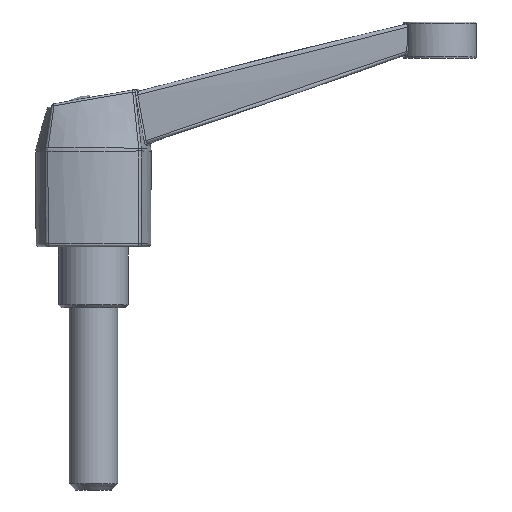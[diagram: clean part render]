
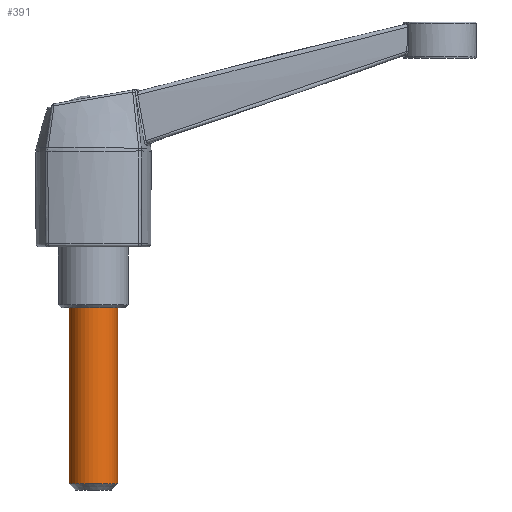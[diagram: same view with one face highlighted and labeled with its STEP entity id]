
A CAD part, front view. The second image highlights one B-rep face of the part: STEP entity #391.
In plain terms, the highlighted cylindrical face has radius 4 mm (diameter 8 mm), a full revolution.
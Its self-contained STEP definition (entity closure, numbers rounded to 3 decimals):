
#391 = ADVANCED_FACE( '', ( #815, #816 ), #817, .T. );
#815 = FACE_OUTER_BOUND( '', #8440, .T. );
#816 = FACE_OUTER_BOUND( '', #8441, .T. );
#817 = CYLINDRICAL_SURFACE( '', #8442, 4. );
#8440 = EDGE_LOOP( '', ( #10977 ) );
#8441 = EDGE_LOOP( '', ( #10978 ) );
#8442 = AXIS2_PLACEMENT_3D( '', #10979, #10980, #10981 );
#10977 = ORIENTED_EDGE( '', *, *, #11542, .T. );
#10978 = ORIENTED_EDGE( '', *, *, #11443, .T. );
#10979 = CARTESIAN_POINT( '', ( 0., 0., -40. ) );
#10980 = DIRECTION( '', ( 0., 0., -1. ) );
#10981 = DIRECTION( '', ( 1., 0., 0. ) );
#11443 = EDGE_CURVE( '', #12041, #12041, #12042, .T. );
#11542 = EDGE_CURVE( '', #12164, #12164, #12165, .F. );
#12041 = VERTEX_POINT( '', #15214 );
#12042 = CIRCLE( '', #15215, 4. );
#12164 = VERTEX_POINT( '', #16037 );
#12165 = CIRCLE( '', #16038, 4. );
#15214 = CARTESIAN_POINT( '', ( 4., 0., -10. ) );
#15215 = AXIS2_PLACEMENT_3D( '', #16827, #16828, #16829 );
#16037 = CARTESIAN_POINT( '', ( -4., 0., -39. ) );
#16038 = AXIS2_PLACEMENT_3D( '', #16889, #16890, #16891 );
#16827 = CARTESIAN_POINT( '', ( 0., 0., -10. ) );
#16828 = DIRECTION( '', ( 0., 0., -1. ) );
#16829 = DIRECTION( '', ( 1., 0., 0. ) );
#16889 = CARTESIAN_POINT( '', ( 0., 0., -39. ) );
#16890 = DIRECTION( '', ( 0., 0., -1. ) );
#16891 = DIRECTION( '', ( -1., 0., 0. ) );
